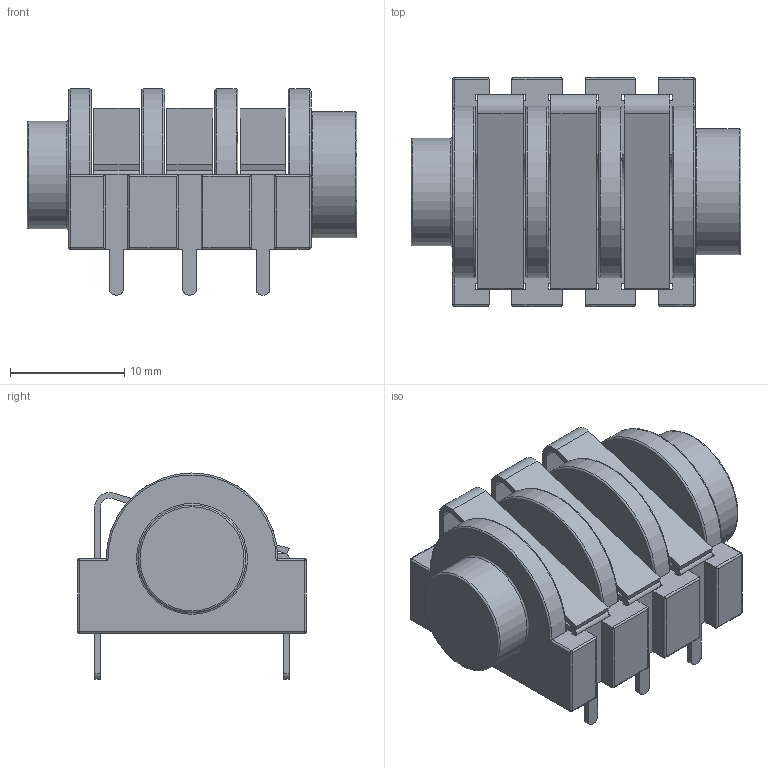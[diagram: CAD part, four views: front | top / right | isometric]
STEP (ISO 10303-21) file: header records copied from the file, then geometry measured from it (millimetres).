
FILE_DESCRIPTION(/* description */ (''),/* implementation_level */ '2;1');
FILE_NAME(/* name */ 'Belton_BPJ-BBB-P.step',/* time_stamp */ '2020-04-10T23:22:45+01:00',/* author */ (''),/* organization */ (''),/* preprocessor_version */ 'ST-DEVELOPER v18',/* originating_system */ 'Autodesk Translation Framework v8.12.0.6',/* authorisation */ '');
FILE_SCHEMA (('AUTOMOTIVE_DESIGN { 1 0 10303 214 3 1 1 }'));
Length unit declared in the file: millimetre
Products named in the file (1): Jack
Bounding box: 28.8 x 20 x 18 mm (x, y, z)
Volume: 3375.2 mm3; surface area: 4026.1 mm2
Topology: 7 solids, 7 shells, 249 faces, 656 edges, 419 vertices
Faces by surface type: plane 161, cylinder 67, torus 12, sphere 8, cone 1
Full cylindrical faces by diameter (mm): 6.5 x1, 8.5 x1, 9.4 x1, 11 x1
Entity records: 7696 total; most frequent: CARTESIAN_POINT 1377, ORIENTED_EDGE 1312, DIRECTION 1301, EDGE_CURVE 656, LINE 503, VECTOR 503, VERTEX_POINT 419, AXIS2_PLACEMENT_3D 399
